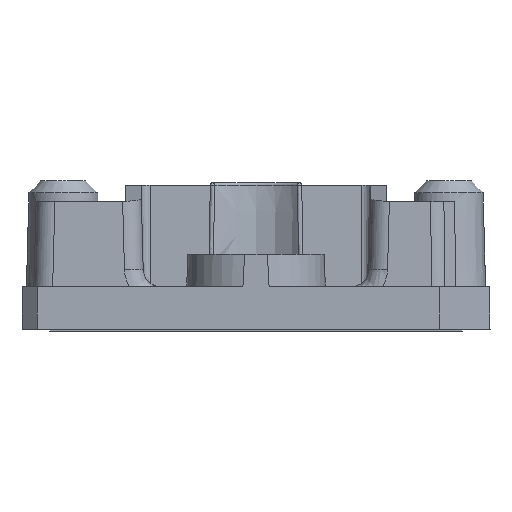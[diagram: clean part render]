
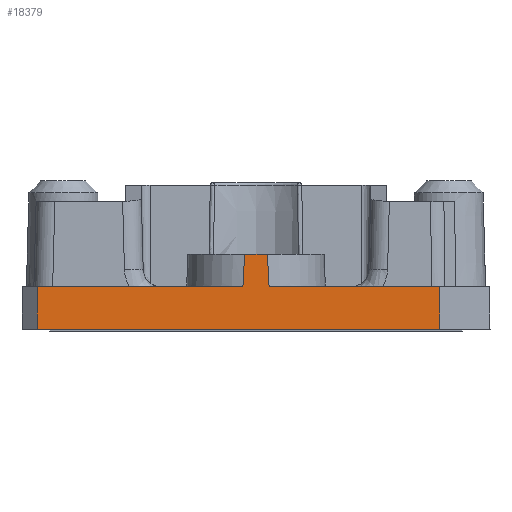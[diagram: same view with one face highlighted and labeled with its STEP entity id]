
A CAD part, left-side view. The second image highlights one B-rep face of the part: STEP entity #18379.
In plain terms, the highlighted planar face has unit normal (-1, 0, 0.018).
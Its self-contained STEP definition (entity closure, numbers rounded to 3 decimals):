
#651=LINE('',#24141,#1673);
#657=LINE('',#24171,#1679);
#772=LINE('',#24709,#1794);
#798=LINE('',#24773,#1820);
#799=LINE('',#24821,#1821);
#800=LINE('',#24823,#1822);
#1673=VECTOR('',#20514,1000.);
#1679=VECTOR('',#20546,1000.);
#1794=VECTOR('',#20861,1000.);
#1820=VECTOR('',#20907,1000.);
#1821=VECTOR('',#20914,1000.);
#1822=VECTOR('',#20917,1000.);
#2638=PLANE('',#19256);
#4158=ORIENTED_EDGE('',*,*,#7655,.F.);
#4159=ORIENTED_EDGE('',*,*,#7430,.T.);
#4160=ORIENTED_EDGE('',*,*,#7614,.T.);
#4161=ORIENTED_EDGE('',*,*,#7416,.T.);
#4162=ORIENTED_EDGE('',*,*,#7647,.F.);
#4163=ORIENTED_EDGE('',*,*,#7656,.T.);
#4164=ORIENTED_EDGE('',*,*,#7654,.T.);
#4165=ORIENTED_EDGE('',*,*,#7657,.F.);
#7416=EDGE_CURVE('',#9250,#9249,#651,.F.);
#7430=EDGE_CURVE('',#9258,#9260,#657,.F.);
#7614=EDGE_CURVE('',#9260,#9250,#772,.F.);
#7647=EDGE_CURVE('',#9415,#9249,#798,.F.);
#7654=EDGE_CURVE('',#9418,#9419,#799,.F.);
#7655=EDGE_CURVE('',#9258,#9420,#800,.F.);
#7656=EDGE_CURVE('',#9415,#9418,#10351,.T.);
#7657=EDGE_CURVE('',#9420,#9419,#10352,.T.);
#9249=VERTEX_POINT('',#24140);
#9250=VERTEX_POINT('',#24142);
#9258=VERTEX_POINT('',#24166);
#9260=VERTEX_POINT('',#24170);
#9415=VERTEX_POINT('',#24772);
#9418=VERTEX_POINT('',#24818);
#9419=VERTEX_POINT('',#24820);
#9420=VERTEX_POINT('',#24824);
#10351=B_SPLINE_CURVE_WITH_KNOTS('',3,(#24825,#24826,#24827,#24828),
 .UNSPECIFIED.,.F.,.F.,(4,4),(0.,0.003),.UNSPECIFIED.);
#10352=B_SPLINE_CURVE_WITH_KNOTS('',3,(#24829,#24830,#24831,#24832),
 .UNSPECIFIED.,.F.,.F.,(4,4),(0.,0.003),.UNSPECIFIED.);
#10812=EDGE_LOOP('',(#4158,#4159,#4160,#4161,#4162,#4163,#4164,#4165));
#11590=FACE_BOUND('',#10812,.T.);
#18379=ADVANCED_FACE('',(#11590),#2638,.T.);
#19256=AXIS2_PLACEMENT_3D('',#24822,#20915,#20916);
#20514=DIRECTION('',(-0.017,-0.007,-1.));
#20546=DIRECTION('',(0.017,-0.017,1.));
#20861=DIRECTION('',(0.,1.,0.));
#20907=DIRECTION('',(0.,1.,0.));
#20914=DIRECTION('',(0.,-1.,0.));
#20915=DIRECTION('',(-1.,0.,0.017));
#20916=DIRECTION('',(0.017,0.,1.));
#20917=DIRECTION('',(0.,1.,0.));
#24140=CARTESIAN_POINT('',(-40.941,-14.675,3.4));
#24141=CARTESIAN_POINT('',(-40.998,-14.699,0.134));
#24142=CARTESIAN_POINT('',(-41.,-14.7,0.));
#24166=CARTESIAN_POINT('',(-40.941,17.43,3.4));
#24170=CARTESIAN_POINT('',(-41.,17.49,0.));
#24171=CARTESIAN_POINT('',(-40.995,17.484,0.305));
#24709=CARTESIAN_POINT('',(-41.,0.,0.));
#24772=CARTESIAN_POINT('',(-40.941,-1.044,3.4));
#24773=CARTESIAN_POINT('',(-40.941,0.,3.4));
#24818=CARTESIAN_POINT('',(-40.895,-0.913,6.));
#24820=CARTESIAN_POINT('',(-40.895,0.913,6.));
#24821=CARTESIAN_POINT('',(-40.895,0.,6.));
#24822=CARTESIAN_POINT('',(-41.,0.,0.));
#24823=CARTESIAN_POINT('',(-40.941,0.,3.4));
#24824=CARTESIAN_POINT('',(-40.941,1.044,3.4));
#24825=CARTESIAN_POINT('',(-40.941,-1.044,3.4));
#24826=CARTESIAN_POINT('',(-40.926,-1.003,4.267));
#24827=CARTESIAN_POINT('',(-40.91,-0.959,5.133));
#24828=CARTESIAN_POINT('',(-40.895,-0.913,6.));
#24829=CARTESIAN_POINT('',(-40.941,1.044,3.4));
#24830=CARTESIAN_POINT('',(-40.926,1.003,4.267));
#24831=CARTESIAN_POINT('',(-40.91,0.959,5.133));
#24832=CARTESIAN_POINT('',(-40.895,0.913,6.));
